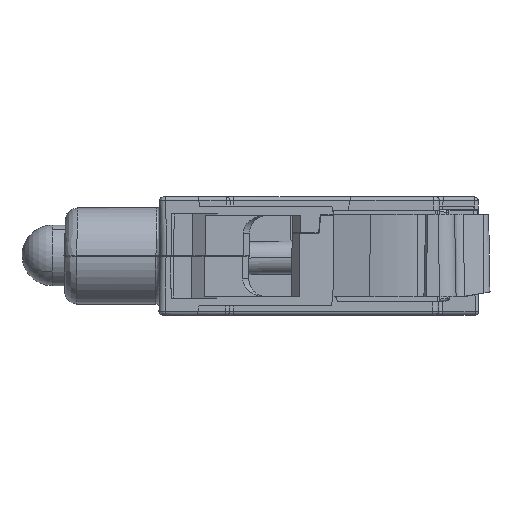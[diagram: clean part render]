
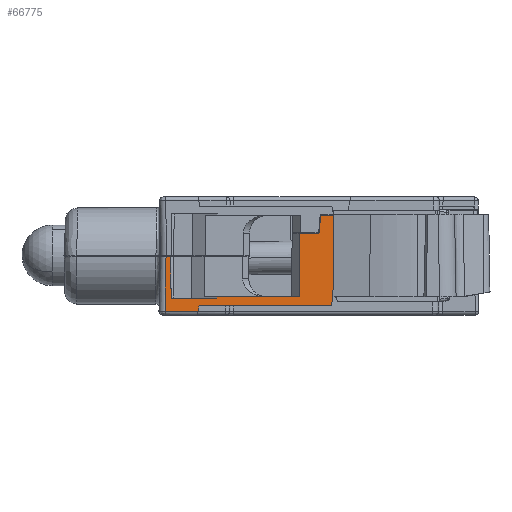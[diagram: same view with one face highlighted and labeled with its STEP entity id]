
A CAD part, left-side view. The second image highlights one B-rep face of the part: STEP entity #66775.
In plain terms, the highlighted planar face has unit normal (1, 0, -0.018).
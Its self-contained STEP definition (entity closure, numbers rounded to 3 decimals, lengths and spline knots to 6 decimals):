
#50746=DIRECTION('',(-0.017,0.017,-1.));
#50747=VECTOR('',#50746,0.004496);
#50748=CARTESIAN_POINT('',(-0.01635,0.011801,
0.003636));
#50749=LINE('',#50748,#50747);
#50753=DIRECTION('',(0.017,-0.174,0.985));
#50754=VECTOR('',#50753,0.000452);
#50755=CARTESIAN_POINT('',(-0.016428,0.009163,
-0.000859));
#50756=LINE('',#50755,#50754);
#50760=DIRECTION('',(0.,-1.,0.));
#50761=VECTOR('',#50760,0.010868);
#50762=CARTESIAN_POINT('',(-0.01642,0.009085,
-0.000414));
#50763=LINE('',#50762,#50761);
#50767=DIRECTION('',(0.017,-0.174,0.985));
#50768=VECTOR('',#50767,0.000762);
#50769=CARTESIAN_POINT('',(-0.01642,-0.001783,
-0.000414));
#50770=LINE('',#50769,#50768);
#50774=DIRECTION('',(0.,-1.,0.));
#50775=VECTOR('',#50774,0.000003);
#50776=CARTESIAN_POINT('',(-0.016407,-0.001915,
0.000336));
#50777=LINE('',#50776,#50775);
#50781=DIRECTION('',(0.017,-0.002,1.));
#50782=VECTOR('',#50781,0.006801);
#50783=CARTESIAN_POINT('',(-0.016407,-0.001918,
0.000336));
#50784=LINE('',#50783,#50782);
#50788=DIRECTION('',(0.,1.,0.));
#50789=VECTOR('',#50788,0.006814);
#50790=CARTESIAN_POINT('',(-0.016407,0.000836,
0.000336));
#50791=LINE('',#50790,#50789);
#50795=DIRECTION('',(-0.017,-0.013,-1.));
#50796=VECTOR('',#50795,0.00015);
#50797=CARTESIAN_POINT('',(-0.016407,0.007649,
0.000336));
#50798=LINE('',#50797,#50796);
#50802=DIRECTION('',(0.,1.,0.));
#50803=VECTOR('',#50802,0.003738);
#50804=CARTESIAN_POINT('',(-0.01641,0.007647,
0.000186));
#50805=LINE('',#50804,#50803);
#50809=DIRECTION('',(0.,1.,0.));
#50810=VECTOR('',#50809,0.000386);
#50811=CARTESIAN_POINT('',(-0.01635,0.011415,
0.003636));
#50812=LINE('',#50811,#50810);
#50823=DIRECTION('',(0.,1.,0.));
#50824=VECTOR('',#50823,0.002716);
#50825=CARTESIAN_POINT('',(-0.016428,0.009163,
-0.000859));
#50826=LINE('',#50825,#50824);
#51135=DIRECTION('',(0.,-1.,0.));
#51136=VECTOR('',#51135,0.001016);
#51137=CARTESIAN_POINT('',(-0.016289,-0.000915,
0.007136));
#51138=LINE('',#51137,#51136);
#52835=DIRECTION('',(-0.017,-0.009,-1.));
#52836=VECTOR('',#52835,0.003451);
#52837=CARTESIAN_POINT('',(-0.01635,0.011415,
0.003636));
#52838=LINE('',#52837,#52836);
#53376=DIRECTION('',(0.017,0.003,1.));
#53377=VECTOR('',#53376,0.005301);
#53378=CARTESIAN_POINT('',(-0.016407,0.000836,
0.000336));
#53379=LINE('',#53378,#53377);
#53455=DIRECTION('',(0.,-1.,0.));
#53456=VECTOR('',#53455,0.001637);
#53457=CARTESIAN_POINT('',(-0.016315,0.000853,
0.005636));
#53458=LINE('',#53457,#53456);
#53462=DIRECTION('',(0.017,-0.087,0.996));
#53463=VECTOR('',#53462,0.001506);
#53464=CARTESIAN_POINT('',(-0.016315,-0.000784,
0.005636));
#53465=LINE('',#53464,#53463);
#56842=CARTESIAN_POINT('',(-0.016428,0.01188,
-0.000859));
#56844=VERTEX_POINT('',#56842);
#56888=CARTESIAN_POINT('',(-0.01635,0.011801,
0.003636));
#56889=VERTEX_POINT('',#56888);
#57590=CARTESIAN_POINT('',(-0.016315,-0.000784,
0.005636));
#57592=VERTEX_POINT('',#57590);
#57594=CARTESIAN_POINT('',(-0.016289,-0.000915,
0.007136));
#57595=VERTEX_POINT('',#57594);
#57602=CARTESIAN_POINT('',(-0.01642,0.009085,
-0.000414));
#57604=VERTEX_POINT('',#57602);
#57618=CARTESIAN_POINT('',(-0.01635,0.011415,
0.003636));
#57619=VERTEX_POINT('',#57618);
#57646=CARTESIAN_POINT('',(-0.01642,-0.001783,
-0.000414));
#57648=VERTEX_POINT('',#57646);
#57658=CARTESIAN_POINT('',(-0.016289,-0.001932,
0.007136));
#57659=VERTEX_POINT('',#57658);
#57979=CARTESIAN_POINT('',(-0.016407,-0.001918,
0.000336));
#57980=VERTEX_POINT('',#57979);
#58011=CARTESIAN_POINT('',(-0.01641,0.011385,
0.000186));
#58012=VERTEX_POINT('',#58011);
#58035=CARTESIAN_POINT('',(-0.016407,0.007649,
0.000336));
#58036=VERTEX_POINT('',#58035);
#58037=CARTESIAN_POINT('',(-0.01641,0.007647,
0.000186));
#58038=VERTEX_POINT('',#58037);
#58057=CARTESIAN_POINT('',(-0.016407,0.000836,
0.000336));
#58058=VERTEX_POINT('',#58057);
#58125=CARTESIAN_POINT('',(-0.016315,0.000853,
0.005636));
#58126=VERTEX_POINT('',#58125);
#58188=CARTESIAN_POINT('',(-0.016428,0.009163,
-0.000859));
#58189=VERTEX_POINT('',#58188);
#58194=CARTESIAN_POINT('',(-0.016407,-0.001915,
0.000336));
#58195=VERTEX_POINT('',#58194);
#66740=CARTESIAN_POINT('',(-0.016433,-0.001915,
-0.001164));
#66741=DIRECTION('',(-1.,0.,0.017));
#66742=DIRECTION('',(0.017,0.,1.));
#66743=AXIS2_PLACEMENT_3D('',#66740,#66741,#66742);
#66744=PLANE('',#66743);
#66745=ORIENTED_EDGE('',*,*,#60389,.T.);
#66747=ORIENTED_EDGE('',*,*,#66746,.F.);
#66748=ORIENTED_EDGE('',*,*,#66721,.T.);
#66749=ORIENTED_EDGE('',*,*,#66634,.T.);
#66751=ORIENTED_EDGE('',*,*,#66750,.T.);
#66753=ORIENTED_EDGE('',*,*,#66752,.T.);
#66755=ORIENTED_EDGE('',*,*,#66754,.T.);
#66757=ORIENTED_EDGE('',*,*,#66756,.F.);
#66759=ORIENTED_EDGE('',*,*,#66758,.F.);
#66761=ORIENTED_EDGE('',*,*,#66760,.F.);
#66763=ORIENTED_EDGE('',*,*,#66762,.F.);
#66765=ORIENTED_EDGE('',*,*,#66764,.T.);
#66767=ORIENTED_EDGE('',*,*,#66766,.T.);
#66769=ORIENTED_EDGE('',*,*,#66768,.T.);
#66771=ORIENTED_EDGE('',*,*,#66770,.F.);
#66772=ORIENTED_EDGE('',*,*,#60288,.T.);
#66773=EDGE_LOOP('',(#66745,#66747,#66748,#66749,#66751,#66753,#66755,#66757,
#66759,#66761,#66763,#66765,#66767,#66769,#66771,#66772));
#66774=FACE_OUTER_BOUND('',#66773,.F.);
#60288=EDGE_CURVE('',#57619,#56889,#50812,.T.);
#60389=EDGE_CURVE('',#56889,#56844,#50749,.T.);
#66634=EDGE_CURVE('',#57604,#57648,#50763,.T.);
#66721=EDGE_CURVE('',#58189,#57604,#50756,.T.);
#66746=EDGE_CURVE('',#58189,#56844,#50826,.T.);
#66750=EDGE_CURVE('',#57648,#58195,#50770,.T.);
#66752=EDGE_CURVE('',#58195,#57980,#50777,.T.);
#66754=EDGE_CURVE('',#57980,#57659,#50784,.T.);
#66756=EDGE_CURVE('',#57595,#57659,#51138,.T.);
#66758=EDGE_CURVE('',#57592,#57595,#53465,.T.);
#66760=EDGE_CURVE('',#58126,#57592,#53458,.T.);
#66762=EDGE_CURVE('',#58058,#58126,#53379,.T.);
#66764=EDGE_CURVE('',#58058,#58036,#50791,.T.);
#66766=EDGE_CURVE('',#58036,#58038,#50798,.T.);
#66768=EDGE_CURVE('',#58038,#58012,#50805,.T.);
#66770=EDGE_CURVE('',#57619,#58012,#52838,.T.);
#66775=ADVANCED_FACE('',(#66774),#66744,.F.);
